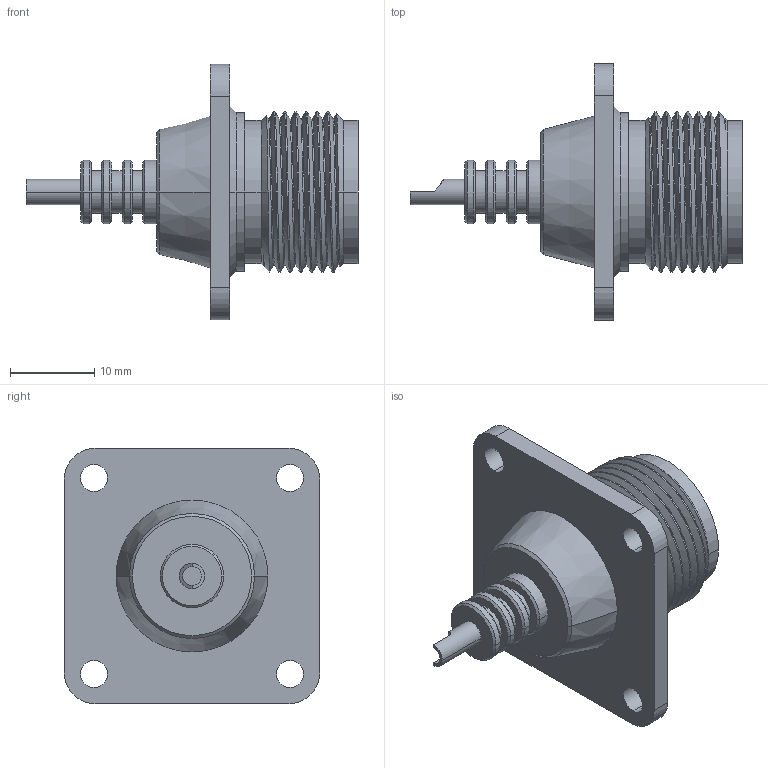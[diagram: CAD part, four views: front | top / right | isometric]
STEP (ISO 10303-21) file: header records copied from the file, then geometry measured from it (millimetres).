
FILE_DESCRIPTION (( 'STEP AP203' ), '1' );
FILE_NAME ('PE4183.step', '2019-01-15T16:38:32', ( '' ), ( '' ), 'SwSTEP 2.0', 'SolidWorks 2017', '' );
FILE_SCHEMA (( 'CONFIG_CONTROL_DESIGN' ));
Length unit declared in the file: inch
Products named in the file (1): PE4183
Bounding box: 39.3 x 30.3 x 30.3 mm (x, y, z)
Volume: 5799.9 mm3; surface area: 4871.6 mm2
Topology: 1 solids, 1 shells, 127 faces, 311 edges, 200 vertices
Faces by surface type: cylinder 51, cone 37, plane 36, bspline 3
Entity records: 5374 total; most frequent: CARTESIAN_POINT 2365, ORIENTED_EDGE 622, DIRECTION 621, EDGE_CURVE 311, AXIS2_PLACEMENT_3D 253, VERTEX_POINT 200, EDGE_LOOP 149, CIRCLE 128
